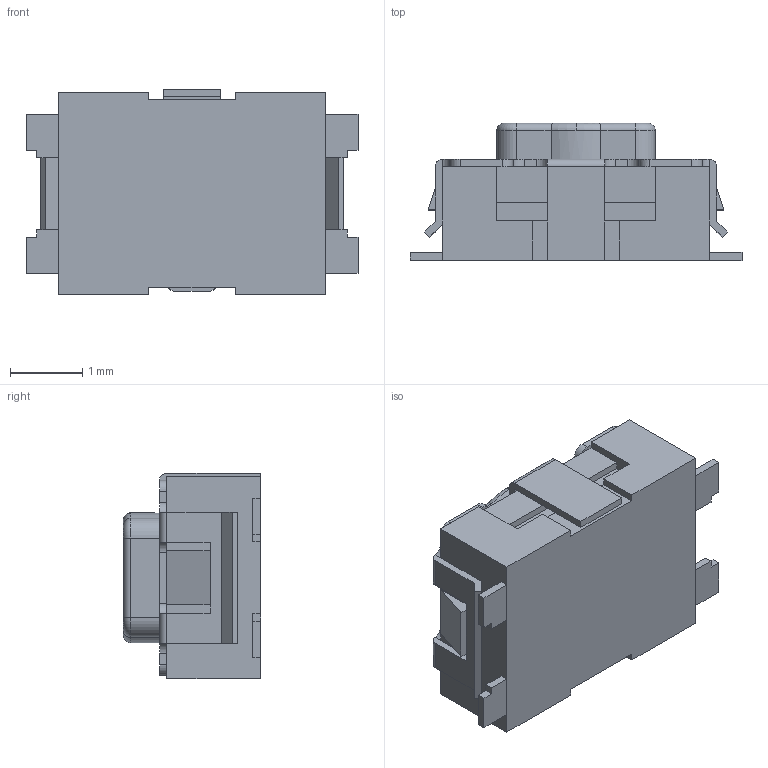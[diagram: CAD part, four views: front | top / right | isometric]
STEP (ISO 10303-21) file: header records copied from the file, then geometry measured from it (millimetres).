
FILE_DESCRIPTION (( 'STEP AP214' ), '1' );
FILE_NAME ('TL6330AF200Q.STEP', '2021-08-02T10:02:55', ( '' ), ( '' ), 'SwSTEP 2.0', 'SolidWorks 2018', '' );
FILE_SCHEMA (( 'AUTOMOTIVE_DESIGN' ));
Length unit declared in the file: millimetre
Products named in the file (1): TL6330AF200Q
Bounding box: 4.6 x 1.9 x 2.85 mm (x, y, z)
Volume: 16.2 mm3; surface area: 53.6 mm2
Topology: 5 solids, 5 shells, 204 faces, 528 edges, 336 vertices
Faces by surface type: plane 146, cylinder 51, torus 7
Entity records: 8519 total; most frequent: CARTESIAN_POINT 1141, ORIENTED_EDGE 1056, DIRECTION 1047, EDGE_CURVE 528, VECTOR 411, LINE 411, VERTEX_POINT 336, AXIS2_PLACEMENT_3D 318
